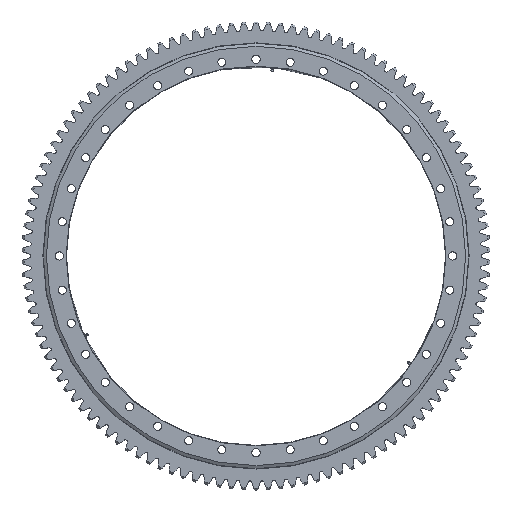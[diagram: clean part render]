
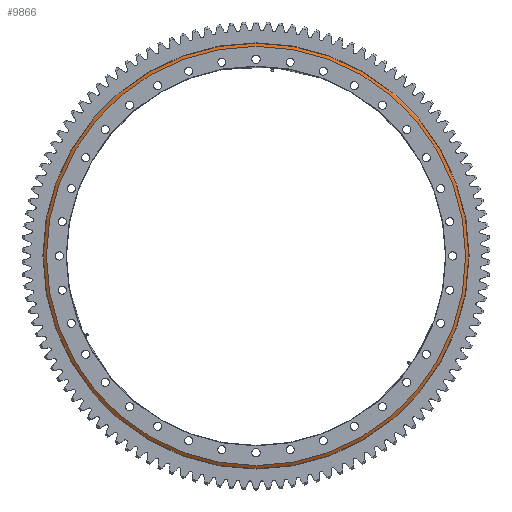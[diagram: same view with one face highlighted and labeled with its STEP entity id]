
A CAD part, top view. The second image highlights one B-rep face of the part: STEP entity #9866.
In plain terms, the highlighted conical face has half-angle 58.57 degrees and reference radius 539.25 mm.
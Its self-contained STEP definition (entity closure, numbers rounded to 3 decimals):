
#694 = DIRECTION ( 'NONE',  ( 0., -1., 0. ) ) ;
#2340 = FACE_OUTER_BOUND ( 'NONE', #46042, .T. ) ;
#6687 = DIRECTION ( 'NONE',  ( 0., 0., -1. ) ) ;
#7476 = EDGE_CURVE ( 'NONE', #20787, #20787, #40107, .T. ) ;
#9866 = ADVANCED_FACE ( 'NONE', ( #2340, #64073 ), #30290, .T. ) ;
#9869 = AXIS2_PLACEMENT_3D ( 'NONE', #16236, #53064, #21999 ) ;
#16236 = CARTESIAN_POINT ( 'NONE',  ( 532.25, 2., 0. ) ) ;
#20787 = VERTEX_POINT ( 'NONE', #59215 ) ;
#21999 = DIRECTION ( 'NONE',  ( 0., 0., -1. ) ) ;
#23010 = ORIENTED_EDGE ( 'NONE', *, *, #38837, .F. ) ;
#30053 = AXIS2_PLACEMENT_3D ( 'NONE', #32230, #694, #48991 ) ;
#30206 = CARTESIAN_POINT ( 'NONE',  ( 532.25, -2.61, -546.794 ) ) ;
#30290 = CONICAL_SURFACE ( 'NONE', #9869, 539.25, 1.022 ) ;
#32230 = CARTESIAN_POINT ( 'NONE',  ( 532.25, 2., 0. ) ) ;
#37728 = CARTESIAN_POINT ( 'NONE',  ( 532.25, -2.61, 0. ) ) ;
#38837 = EDGE_CURVE ( 'NONE', #55841, #55841, #58336, .T. ) ;
#40107 = CIRCLE ( 'NONE', #30053, 539.25 ) ;
#40125 = ORIENTED_EDGE ( 'NONE', *, *, #7476, .T. ) ;
#46042 = EDGE_LOOP ( 'NONE', ( #23010 ) ) ;
#48991 = DIRECTION ( 'NONE',  ( 0., 0., -1. ) ) ;
#53064 = DIRECTION ( 'NONE',  ( 0., -1., 0. ) ) ;
#55841 = VERTEX_POINT ( 'NONE', #30206 ) ;
#58336 = CIRCLE ( 'NONE', #66722, 546.794 ) ;
#59124 = DIRECTION ( 'NONE',  ( 0., -1., 0. ) ) ;
#59215 = CARTESIAN_POINT ( 'NONE',  ( 532.25, 2., -539.25 ) ) ;
#64073 = FACE_BOUND ( 'NONE', #66970, .T. ) ;
#66722 = AXIS2_PLACEMENT_3D ( 'NONE', #37728, #59124, #6687 ) ;
#66970 = EDGE_LOOP ( 'NONE', ( #40125 ) ) ;
